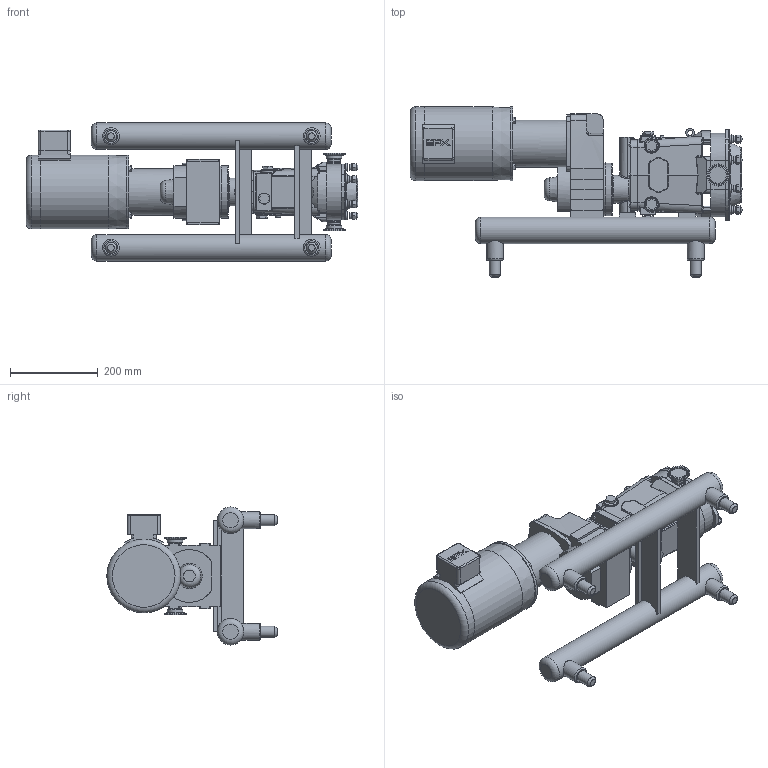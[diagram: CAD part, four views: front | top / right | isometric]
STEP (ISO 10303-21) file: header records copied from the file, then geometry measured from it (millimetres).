
FILE_DESCRIPTION(/* description */ (''),/* implementation_level */ '2;1');
FILE_NAME(/* name */ 'U2_015U2_56C_1.5x1.5_S-Line_0.5HP_SM.stp',/* time_stamp */ '2020-11-02T14:18:37+06:00',/* author */ ('trtmhr'),/* organization */ (''),/* preprocessor_version */ 'ST-DEVELOPER v17',/* originating_system */ 'Autodesk Inventor 2018',/* authorisation */ '');
FILE_SCHEMA (('AUTOMOTIVE_DESIGN { 1 0 10303 214 3 1 1 }'));
Length unit declared in the file: inch
Products named in the file (1): U2_006U2_56C_1x1_S-Line_0.5HP_SM
Bounding box: 756.13 x 387.87 x 314.32 mm (x, y, z)
Volume: 17757768.2 mm3; surface area: 931555.3 mm2
Topology: 6 solids, 6 shells, 1066 faces, 2803 edges, 1798 vertices
Faces by surface type: plane 502, cylinder 271, bspline 139, torus 99, cone 40, sphere 15
Full cylindrical faces by diameter (mm): 5.08 x1, 7.62 x4, 12.395 x5, 14.275 x8, 19.05 x8, 25.4 x4, 29.362 x4, 30.378 x2, 35.712 x2, 38.1 x6, 50.495 x2, 63.5 x1, 107.01 x1, 119.888 x1, 119.99 x1, 167.945 x1, 167.97 x1, 167.996 x1
Entity records: 37336 total; most frequent: CARTESIAN_POINT 10999, ORIENTED_EDGE 5594, DIRECTION 5388, EDGE_CURVE 2797, AXIS2_PLACEMENT_3D 2002, VERTEX_POINT 1798, LINE 1384, VECTOR 1384
